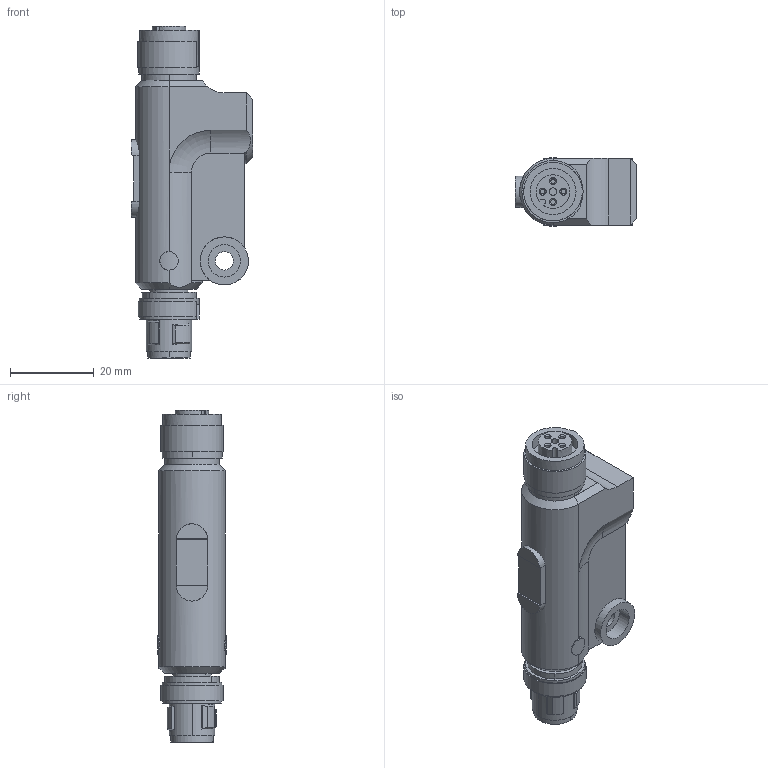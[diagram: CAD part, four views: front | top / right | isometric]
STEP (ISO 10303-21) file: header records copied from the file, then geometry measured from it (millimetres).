
FILE_DESCRIPTION(('Creo Elements/Direct Modeling STEP Export'),'2;1');
FILE_NAME('model.stp','2020-06-03T14:18:14',(''),(''),'Creo Elements/Direct Modeling STEP processor for AP214 (Solid Model)','Creo Elements/Direct Modeling 20.1A 29-Sep-2018 (C) Parametric Technology GmbH','');
FILE_SCHEMA(('AUTOMOTIVE_DESIGN { 1 0 10303 214 1 1 1 1 }'));
Length unit declared in the file: millimetre
Products named in the file (2): AXL_E_IOL_..._..._M12_S-select
Assembly tree (1 placements, depth 2):
  AXL_E_IOL_..._..._M12_S-select
    AXL_E_IOL_..._..._M12_S-select
Bounding box: 28.99 x 16.4 x 79.5 mm (x, y, z)
Volume: 20333.1 mm3; surface area: 6914 mm2
Topology: 1 solids, 1 shells, 171 faces, 431 edges, 286 vertices
Faces by surface type: plane 82, cylinder 62, cone 15, bspline 6, extrusion 4, torus 2
Entity records: 10039 total; most frequent: CARTESIAN_POINT 5075, ORIENTED_EDGE 862, DIRECTION 733, EDGE_CURVE 431, VERTEX_POINT 286, AXIS2_PLACEMENT_3D 265, VECTOR 203, LINE 199
